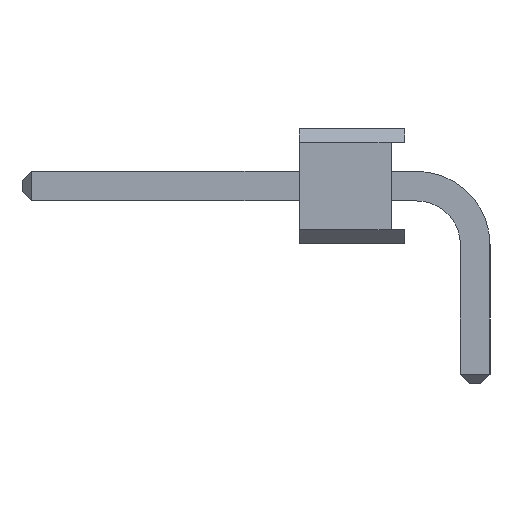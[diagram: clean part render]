
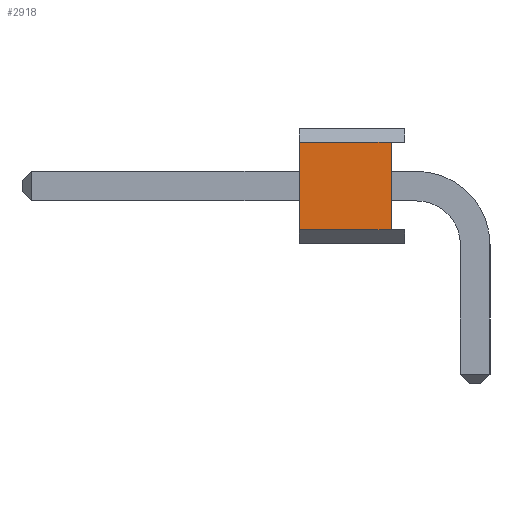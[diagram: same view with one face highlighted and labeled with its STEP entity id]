
A CAD part, left-side view. The second image highlights one B-rep face of the part: STEP entity #2918.
In plain terms, the highlighted planar face has unit normal (-1, 0, 0).
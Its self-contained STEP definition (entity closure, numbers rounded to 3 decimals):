
#1563 = VERTEX_POINT('',#1564);
#1564 = CARTESIAN_POINT('',(-10.16,1.82,0.325));
#1572 = VERTEX_POINT('',#1573);
#1573 = CARTESIAN_POINT('',(-10.16,1.82,2.215));
#1579 = EDGE_CURVE('',#1563,#1572,#1580,.T.);
#1580 = LINE('',#1581,#1582);
#1581 = CARTESIAN_POINT('',(-10.16,1.82,2.515));
#1582 = VECTOR('',#1583,1.);
#1583 = DIRECTION('',(0.,0.,1.));
#2918 = ADVANCED_FACE('',(#2919),#2944,.T.);
#2919 = FACE_BOUND('',#2920,.T.);
#2920 = EDGE_LOOP('',(#2921,#2931,#2937,#2938));
#2921 = ORIENTED_EDGE('',*,*,#2922,.F.);
#2922 = EDGE_CURVE('',#2923,#2925,#2927,.T.);
#2923 = VERTEX_POINT('',#2924);
#2924 = CARTESIAN_POINT('',(-10.16,3.81,0.325));
#2925 = VERTEX_POINT('',#2926);
#2926 = CARTESIAN_POINT('',(-10.16,3.81,2.215));
#2927 = LINE('',#2928,#2929);
#2928 = CARTESIAN_POINT('',(-10.16,3.81,0.025));
#2929 = VECTOR('',#2930,1.);
#2930 = DIRECTION('',(0.,0.,1.));
#2931 = ORIENTED_EDGE('',*,*,#2932,.T.);
#2932 = EDGE_CURVE('',#2923,#1563,#2933,.T.);
#2933 = LINE('',#2934,#2935);
#2934 = CARTESIAN_POINT('',(-10.16,1.52,0.325));
#2935 = VECTOR('',#2936,1.);
#2936 = DIRECTION('',(0.,-1.,0.));
#2937 = ORIENTED_EDGE('',*,*,#1579,.T.);
#2938 = ORIENTED_EDGE('',*,*,#2939,.T.);
#2939 = EDGE_CURVE('',#1572,#2925,#2940,.T.);
#2940 = LINE('',#2941,#2942);
#2941 = CARTESIAN_POINT('',(-10.16,1.52,2.215));
#2942 = VECTOR('',#2943,1.);
#2943 = DIRECTION('',(0.,1.,0.));
#2944 = PLANE('',#2945);
#2945 = AXIS2_PLACEMENT_3D('',#2946,#2947,#2948);
#2946 = CARTESIAN_POINT('',(-10.16,1.52,2.515));
#2947 = DIRECTION('',(-1.,0.,0.));
#2948 = DIRECTION('',(0.,0.,1.));
